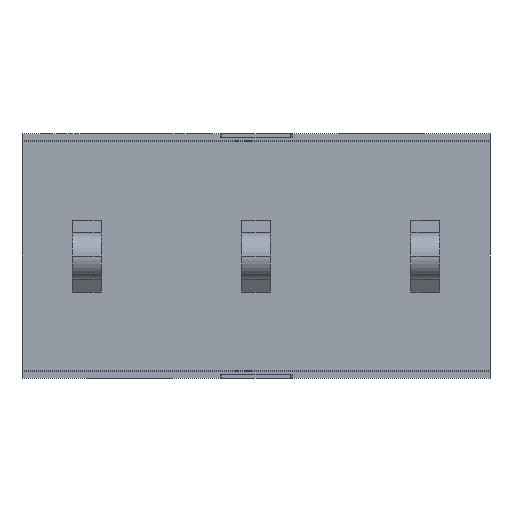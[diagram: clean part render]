
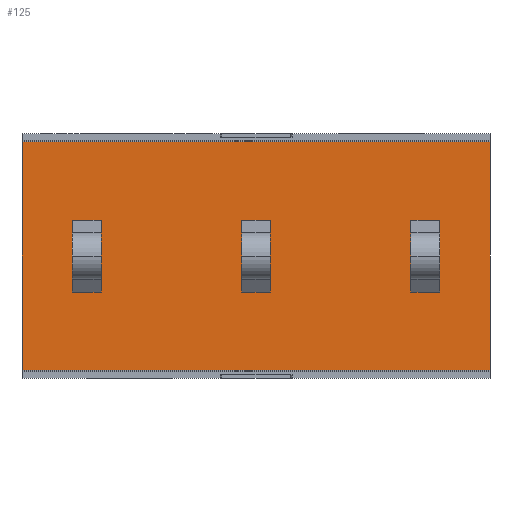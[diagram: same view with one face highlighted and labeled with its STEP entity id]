
A CAD part, front view. The second image highlights one B-rep face of the part: STEP entity #125.
In plain terms, the highlighted planar face has unit normal (0, -1, 0).
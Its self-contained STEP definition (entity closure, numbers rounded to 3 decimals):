
#125=ADVANCED_FACE('',(#853,#854,#855,#856),#857,.F.);
#853=FACE_OUTER_BOUND('',#2174,.T.);
#854=FACE_BOUND('',#2175,.T.);
#855=FACE_BOUND('',#2176,.T.);
#856=FACE_BOUND('',#2177,.T.);
#857=PLANE('',#2178);
#2174=EDGE_LOOP('',(#4329,#4330,#4331,#4332));
#2175=EDGE_LOOP('',(#4333,#4334,#4335,#4336));
#2176=EDGE_LOOP('',(#4337,#4338,#4339,#4340));
#2177=EDGE_LOOP('',(#4341,#4342,#4343,#4344));
#2178=AXIS2_PLACEMENT_3D('',#4345,#4346,#4347);
#4329=ORIENTED_EDGE('',*,*,#9590,.T.);
#4330=ORIENTED_EDGE('',*,*,#9596,.F.);
#4331=ORIENTED_EDGE('',*,*,#9594,.T.);
#4332=ORIENTED_EDGE('',*,*,#9592,.T.);
#4333=ORIENTED_EDGE('',*,*,#9597,.F.);
#4334=ORIENTED_EDGE('',*,*,#9598,.F.);
#4335=ORIENTED_EDGE('',*,*,#9599,.T.);
#4336=ORIENTED_EDGE('',*,*,#9600,.T.);
#4337=ORIENTED_EDGE('',*,*,#9601,.F.);
#4338=ORIENTED_EDGE('',*,*,#9602,.F.);
#4339=ORIENTED_EDGE('',*,*,#9603,.T.);
#4340=ORIENTED_EDGE('',*,*,#9604,.T.);
#4341=ORIENTED_EDGE('',*,*,#9605,.F.);
#4342=ORIENTED_EDGE('',*,*,#9606,.F.);
#4343=ORIENTED_EDGE('',*,*,#9607,.T.);
#4344=ORIENTED_EDGE('',*,*,#9608,.T.);
#4345=CARTESIAN_POINT('',(0.0,0.0,0.0));
#4346=DIRECTION('',(-0.0,1.0,0.0));
#4347=DIRECTION('',(1.0,0.0,0.0));
#9590=EDGE_CURVE('',#12045,#12043,#12046,.T.);
#9592=EDGE_CURVE('',#12048,#12045,#12049,.T.);
#9594=EDGE_CURVE('',#12051,#12048,#12052,.T.);
#9596=EDGE_CURVE('',#12051,#12043,#12054,.T.);
#9597=EDGE_CURVE('',#12055,#12056,#12057,.T.);
#9598=EDGE_CURVE('',#12058,#12055,#12059,.T.);
#9599=EDGE_CURVE('',#12058,#12060,#12061,.T.);
#9600=EDGE_CURVE('',#12060,#12056,#12062,.T.);
#9601=EDGE_CURVE('',#12063,#12064,#12065,.T.);
#9602=EDGE_CURVE('',#12066,#12063,#12067,.T.);
#9603=EDGE_CURVE('',#12066,#12068,#12069,.T.);
#9604=EDGE_CURVE('',#12068,#12064,#12070,.T.);
#9605=EDGE_CURVE('',#12071,#12072,#12073,.T.);
#9606=EDGE_CURVE('',#12074,#12071,#12075,.T.);
#9607=EDGE_CURVE('',#12074,#12076,#12077,.T.);
#9608=EDGE_CURVE('',#12076,#12072,#12078,.T.);
#12043=VERTEX_POINT('',#15714);
#12045=VERTEX_POINT('',#15717);
#12046=LINE('',#15718,#15719);
#12048=VERTEX_POINT('',#15722);
#12049=LINE('',#15723,#15724);
#12051=VERTEX_POINT('',#15727);
#12052=LINE('',#15728,#15729);
#12054=LINE('',#15732,#15733);
#12055=VERTEX_POINT('',#15734);
#12056=VERTEX_POINT('',#15735);
#12057=LINE('',#15736,#15737);
#12058=VERTEX_POINT('',#15738);
#12059=LINE('',#15739,#15740);
#12060=VERTEX_POINT('',#15741);
#12061=LINE('',#15742,#15743);
#12062=LINE('',#15744,#15745);
#12063=VERTEX_POINT('',#15746);
#12064=VERTEX_POINT('',#15747);
#12065=LINE('',#15748,#15749);
#12066=VERTEX_POINT('',#15750);
#12067=LINE('',#15751,#15752);
#12068=VERTEX_POINT('',#15753);
#12069=LINE('',#15754,#15755);
#12070=LINE('',#15756,#15757);
#12071=VERTEX_POINT('',#15758);
#12072=VERTEX_POINT('',#15759);
#12073=LINE('',#15760,#15761);
#12074=VERTEX_POINT('',#15762);
#12075=LINE('',#15763,#15764);
#12076=VERTEX_POINT('',#15765);
#12077=LINE('',#15766,#15767);
#12078=LINE('',#15768,#15769);
#15714=CARTESIAN_POINT('',(-6.5,0.0,-3.18));
#15717=CARTESIAN_POINT('',(-6.5,0.0,3.18));
#15718=CARTESIAN_POINT('',(-6.5,0.0,3.18));
#15719=VECTOR('',#19264,6.36);
#15722=CARTESIAN_POINT('',(6.5,0.0,3.18));
#15723=CARTESIAN_POINT('',(6.5,0.0,3.18));
#15724=VECTOR('',#19266,13.0);
#15727=CARTESIAN_POINT('',(6.5,0.0,-3.18));
#15728=CARTESIAN_POINT('',(6.5,0.0,-3.18));
#15729=VECTOR('',#19268,6.36);
#15732=CARTESIAN_POINT('',(6.5,0.0,-3.18));
#15733=VECTOR('',#19270,13.0);
#15734=CARTESIAN_POINT('',(0.4,0.0,1.0));
#15735=CARTESIAN_POINT('',(-0.4,0.0,1.0));
#15736=CARTESIAN_POINT('',(0.4,0.0,1.0));
#15737=VECTOR('',#19271,0.8);
#15738=CARTESIAN_POINT('',(0.4,0.0,-1.0));
#15739=CARTESIAN_POINT('',(0.4,0.0,-1.0));
#15740=VECTOR('',#19272,2.0);
#15741=CARTESIAN_POINT('',(-0.4,0.0,-1.0));
#15742=CARTESIAN_POINT('',(0.4,0.0,-1.0));
#15743=VECTOR('',#19273,0.8);
#15744=CARTESIAN_POINT('',(-0.4,0.0,-1.0));
#15745=VECTOR('',#19274,2.0);
#15746=CARTESIAN_POINT('',(5.1,0.0,1.0));
#15747=CARTESIAN_POINT('',(4.3,0.0,1.0));
#15748=CARTESIAN_POINT('',(5.1,0.0,1.0));
#15749=VECTOR('',#19275,0.8);
#15750=CARTESIAN_POINT('',(5.1,0.0,-1.0));
#15751=CARTESIAN_POINT('',(5.1,0.0,-1.0));
#15752=VECTOR('',#19276,2.0);
#15753=CARTESIAN_POINT('',(4.3,0.0,-1.0));
#15754=CARTESIAN_POINT('',(5.1,0.0,-1.0));
#15755=VECTOR('',#19277,0.8);
#15756=CARTESIAN_POINT('',(4.3,0.0,-1.0));
#15757=VECTOR('',#19278,2.0);
#15758=CARTESIAN_POINT('',(-4.3,0.0,1.0));
#15759=CARTESIAN_POINT('',(-5.1,0.0,1.0));
#15760=CARTESIAN_POINT('',(-4.3,0.0,1.0));
#15761=VECTOR('',#19279,0.8);
#15762=CARTESIAN_POINT('',(-4.3,0.0,-1.0));
#15763=CARTESIAN_POINT('',(-4.3,0.0,-1.0));
#15764=VECTOR('',#19280,2.0);
#15765=CARTESIAN_POINT('',(-5.1,0.0,-1.0));
#15766=CARTESIAN_POINT('',(-4.3,0.0,-1.0));
#15767=VECTOR('',#19281,0.8);
#15768=CARTESIAN_POINT('',(-5.1,0.0,-1.0));
#15769=VECTOR('',#19282,2.0);
#19264=DIRECTION('',(0.0,0.0,-1.0));
#19266=DIRECTION('',(-1.0,0.0,0.0));
#19268=DIRECTION('',(0.0,0.0,1.0));
#19270=DIRECTION('',(-1.0,0.0,0.0));
#19271=DIRECTION('',(-1.0,0.0,0.0));
#19272=DIRECTION('',(0.0,0.0,1.0));
#19273=DIRECTION('',(-1.0,0.0,0.0));
#19274=DIRECTION('',(0.0,0.0,1.0));
#19275=DIRECTION('',(-1.0,0.0,0.0));
#19276=DIRECTION('',(0.0,0.0,1.0));
#19277=DIRECTION('',(-1.0,0.0,0.0));
#19278=DIRECTION('',(0.0,0.0,1.0));
#19279=DIRECTION('',(-1.0,0.0,0.0));
#19280=DIRECTION('',(0.0,0.0,1.0));
#19281=DIRECTION('',(-1.0,0.0,0.0));
#19282=DIRECTION('',(0.0,0.0,1.0));
